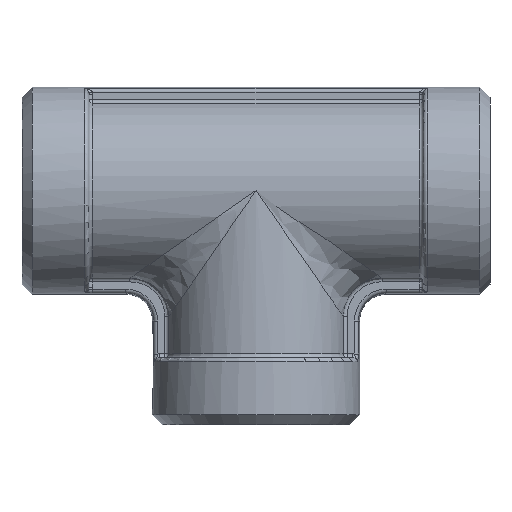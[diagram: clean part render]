
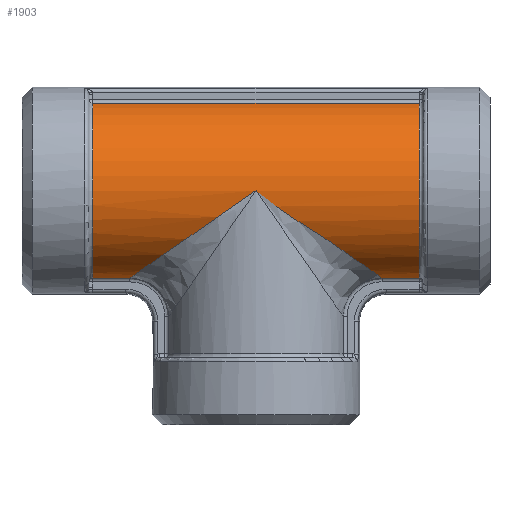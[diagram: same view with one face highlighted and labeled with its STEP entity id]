
A CAD part, top view. The second image highlights one B-rep face of the part: STEP entity #1903.
In plain terms, the highlighted cylindrical face has radius 6.75 mm (diameter 13.5 mm), a partial arc.
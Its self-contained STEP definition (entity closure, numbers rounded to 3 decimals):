
#140=LINE('',#4149,#204);
#141=LINE('',#4152,#205);
#142=LINE('',#4154,#206);
#204=VECTOR('',#2577,24.4);
#205=VECTOR('',#2580,2.773);
#206=VECTOR('',#2583,2.773);
#281=CIRCLE('',#2053,6.75);
#307=CIRCLE('',#2100,6.75);
#365=ELLIPSE('',#1966,11.859,6.75);
#372=ELLIPSE('',#2119,11.859,6.75);
#486=FACE_OUTER_BOUND('',#622,.T.);
#622=EDGE_LOOP('',(#1567,#1568,#1569,#1570,#1571,#1572,#1573,#1574));
#702=B_SPLINE_CURVE_WITH_KNOTS('',3,(#2881,#2882,#2883,#2884,#2885,#2886,
#2887,#2888,#2889,#2890,#2891,#2892),.UNSPECIFIED.,.F.,.F.,(4,2,2,2,2,4),
(-0.666,-0.627,-0.515,-0.258,
0.,0.006),.UNSPECIFIED.);
#764=VERTEX_POINT('',#2879);
#765=VERTEX_POINT('',#2880);
#767=VERTEX_POINT('',#2895);
#851=VERTEX_POINT('',#3775);
#852=VERTEX_POINT('',#3777);
#879=VERTEX_POINT('',#4037);
#881=VERTEX_POINT('',#4041);
#889=VERTEX_POINT('',#4151);
#937=EDGE_CURVE('',#764,#765,#702,.T.);
#940=EDGE_CURVE('',#767,#764,#365,.T.);
#1064=EDGE_CURVE('',#851,#852,#281,.T.);
#1115=EDGE_CURVE('',#881,#879,#307,.T.);
#1133=EDGE_CURVE('',#879,#851,#140,.T.);
#1134=EDGE_CURVE('',#889,#881,#141,.T.);
#1135=EDGE_CURVE('',#765,#889,#372,.T.);
#1136=EDGE_CURVE('',#852,#767,#142,.T.);
#1567=ORIENTED_EDGE('',*,*,#1064,.F.);
#1568=ORIENTED_EDGE('',*,*,#1133,.F.);
#1569=ORIENTED_EDGE('',*,*,#1115,.F.);
#1570=ORIENTED_EDGE('',*,*,#1134,.F.);
#1571=ORIENTED_EDGE('',*,*,#1135,.F.);
#1572=ORIENTED_EDGE('',*,*,#937,.F.);
#1573=ORIENTED_EDGE('',*,*,#940,.F.);
#1574=ORIENTED_EDGE('',*,*,#1136,.F.);
#1808=CYLINDRICAL_SURFACE('',#2118,6.75);
#1903=ADVANCED_FACE('',(#486),#1808,.T.);
#1966=AXIS2_PLACEMENT_3D('',#2906,#2228,#2229);
#2053=AXIS2_PLACEMENT_3D('',#3778,#2429,#2430);
#2100=AXIS2_PLACEMENT_3D('',#4043,#2536,#2537);
#2118=AXIS2_PLACEMENT_3D('',#4150,#2578,#2579);
#2119=AXIS2_PLACEMENT_3D('',#4153,#2581,#2582);
#2228=DIRECTION('center_axis',(-0.569,-0.822,0.));
#2229=DIRECTION('ref_axis',(0.822,-0.569,0.));
#2429=DIRECTION('center_axis',(1.,0.,0.));
#2430=DIRECTION('ref_axis',(0.,0.,1.));
#2536=DIRECTION('center_axis',(-1.,0.,0.));
#2537=DIRECTION('ref_axis',(0.,0.,1.));
#2577=DIRECTION('',(1.,0.,0.));
#2578=DIRECTION('center_axis',(1.,0.,0.));
#2579=DIRECTION('ref_axis',(0.,1.,0.));
#2580=DIRECTION('',(-1.,0.,0.));
#2581=DIRECTION('center_axis',(0.569,-0.822,0.));
#2582=DIRECTION('ref_axis',(-0.822,-0.569,0.));
#2583=DIRECTION('',(-1.,0.,0.));
#2879=CARTESIAN_POINT('',(4.993,-3.457,5.798));
#2880=CARTESIAN_POINT('',(0.,0.,6.75));
#2881=CARTESIAN_POINT('Ctrl Pts',(4.993,-3.457,5.798));
#2882=CARTESIAN_POINT('Ctrl Pts',(4.97,-3.446,5.804));
#2883=CARTESIAN_POINT('Ctrl Pts',(4.931,-3.425,5.817));
#2884=CARTESIAN_POINT('Ctrl Pts',(4.749,-3.32,5.878));
#2885=CARTESIAN_POINT('Ctrl Pts',(4.513,-3.177,5.96));
#2886=CARTESIAN_POINT('Ctrl Pts',(3.507,-2.547,6.27));
#2887=CARTESIAN_POINT('Ctrl Pts',(2.796,-2.08,6.441));
#2888=CARTESIAN_POINT('Ctrl Pts',(1.406,-1.1,6.679));
#2889=CARTESIAN_POINT('Ctrl Pts',(0.717,-0.581,
6.747));
#2890=CARTESIAN_POINT('Ctrl Pts',(0.032,-0.026,
6.75));
#2891=CARTESIAN_POINT('Ctrl Pts',(0.016,-0.013,
6.75));
#2892=CARTESIAN_POINT('Ctrl Pts',(0.,0.,
6.75));
#2895=CARTESIAN_POINT('',(9.427,-6.526,1.723));
#2906=CARTESIAN_POINT('Origin',(0.,0.,0.));
#3775=CARTESIAN_POINT('',(12.2,6.526,1.723));
#3777=CARTESIAN_POINT('',(12.2,-6.526,1.723));
#3778=CARTESIAN_POINT('Origin',(12.2,0.,0.));
#4037=CARTESIAN_POINT('',(-12.2,6.526,1.723));
#4041=CARTESIAN_POINT('',(-12.2,-6.526,1.723));
#4043=CARTESIAN_POINT('Origin',(-12.2,0.,0.));
#4149=CARTESIAN_POINT('',(0.,6.526,1.723));
#4150=CARTESIAN_POINT('Origin',(0.,0.,0.));
#4151=CARTESIAN_POINT('',(-9.427,-6.526,1.723));
#4152=CARTESIAN_POINT('',(0.,-6.526,1.723));
#4153=CARTESIAN_POINT('Origin',(0.,0.,0.));
#4154=CARTESIAN_POINT('',(0.,-6.526,1.723));
